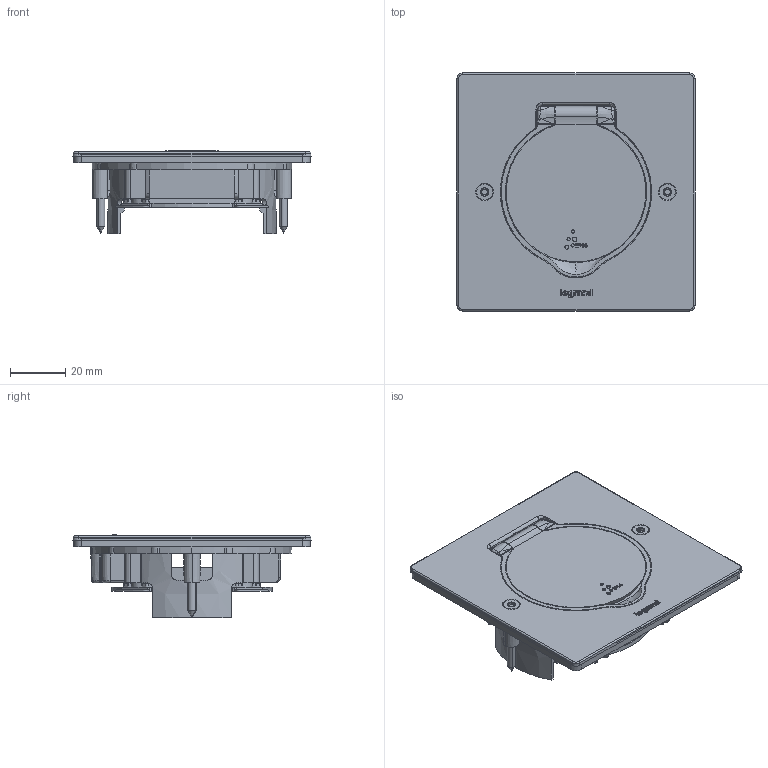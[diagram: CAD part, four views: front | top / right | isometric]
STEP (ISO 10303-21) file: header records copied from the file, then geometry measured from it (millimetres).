
FILE_DESCRIPTION(('CATIA V5 STEP Exchange','CAx-IF Rec.Pracs.--- Model Styling and Organization---1.5--- 2016-08-15','CAx-IF Rec.Pracs.---Supplemental Geometry---1.0---2011-11-01','CAx-IF Rec.Pracs.--- Composite Materials ---1.1---2010-07-15'),'2;1');
FILE_NAME('089700.stp','2024-12-18T07:26:33+00:00',('none'),('none'),'CATIA Version 5-6 Release 2020 SP5','CATIA V5 STEP AP214 v2','none');
FILE_SCHEMA(('AUTOMOTIVE_DESIGN { 1 0 10303 214 1 1 1 1 }'));
Products named in the file (1): 089700_AllCATPart
Bounding box: 86 x 86 x 30 mm (x, y, z)
Volume: 36922.1 mm3; surface area: 46143.2 mm2
Topology: 9 solids, 10 shells, 1997 faces, 5763 edges, 3805 vertices
Faces by surface type: plane 1463, cone 309, cylinder 134, bspline 44, torus 44, sphere 2, extrusion 1
Entity records: 69674 total; most frequent: CARTESIAN_POINT 19448, ORIENTED_EDGE 11510, DIRECTION 8580, EDGE_CURVE 5755, VECTOR 4399, LINE 4398, VERTEX_POINT 3805, AXIS2_PLACEMENT_3D 2423
